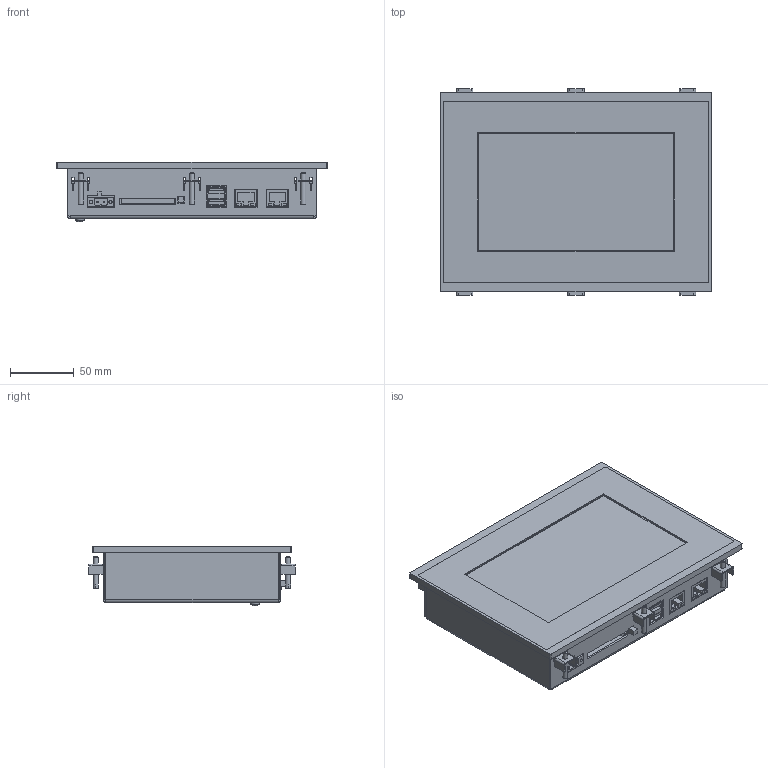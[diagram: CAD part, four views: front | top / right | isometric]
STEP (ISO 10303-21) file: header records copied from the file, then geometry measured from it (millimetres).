
FILE_DESCRIPTION(/* description */ (''),/* implementation_level */ '2;1');
FILE_NAME(/* name */ 'OT1207W_BE1_2G.stp',/* time_stamp */ '2021-03-09T17:16:14+01:00',/* author */ ('lule'),/* organization */ ('2020 Bachmann electronic GmbH'),/* preprocessor_version */ 'ST-DEVELOPER v18.1',/* originating_system */ 'Autodesk Inventor 2021',/* authorisation */ '-');
FILE_SCHEMA (('AUTOMOTIVE_DESIGN { 1 0 10303 214 3 1 1 }'));
Length unit declared in the file: millimetre
Products named in the file (2): Baugruppe1; Bauteil1
Assembly tree (1 placements, depth 2):
  Baugruppe1
    Bauteil1
Bounding box: 212 x 161.2 x 46.66 mm (x, y, z)
Volume: 326431.2 mm3; surface area: 253342.4 mm2
Topology: 17 solids, 17 shells, 771 faces, 1972 edges, 1292 vertices
Faces by surface type: plane 637, cylinder 68, bspline 52, cone 13, sphere 1
Full cylindrical faces by diameter (mm): 1 x2, 2.5 x2, 4 x14
Entity records: 24066 total; most frequent: CARTESIAN_POINT 4538, ORIENTED_EDGE 3944, DIRECTION 3481, EDGE_CURVE 1972, LINE 1699, VECTOR 1699, VERTEX_POINT 1292, AXIS2_PLACEMENT_3D 891
